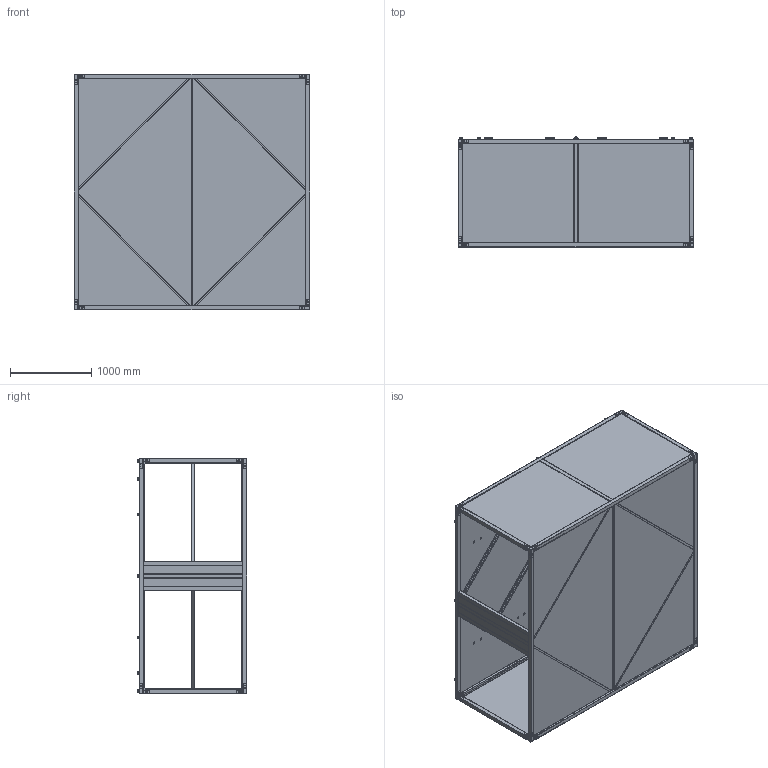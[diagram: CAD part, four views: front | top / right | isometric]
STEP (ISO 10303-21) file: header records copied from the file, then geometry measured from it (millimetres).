
FILE_DESCRIPTION (( 'STEP AP203' ), '1' );
FILE_NAME ('SK-34-G2-2905.STEP', '2022-06-01T14:22:34', ( '' ), ( '' ), 'SwSTEP 2.0', 'SolidWorks 2019', '' );
FILE_SCHEMA (( 'CONFIG_CONTROL_DESIGN' ));
Length unit declared in the file: millimetre
Products named in the file (1): SK-34-G2-2905
Bounding box: 2905 x 1353 x 2905 mm (x, y, z)
Volume: 58214729.9 mm3; surface area: 70543513 mm2
Topology: 77 solids, 77 shells, 5208 faces, 13106 edges, 8108 vertices
Faces by surface type: plane 2662, cylinder 1726, cone 360, torus 236, bspline 192, sphere 32
Entity records: 169035 total; most frequent: CARTESIAN_POINT 43887, ORIENTED_EDGE 26196, DIRECTION 25588, EDGE_CURVE 13098, VECTOR 8554, LINE 8554, AXIS2_PLACEMENT_3D 8517, VERTEX_POINT 8108
